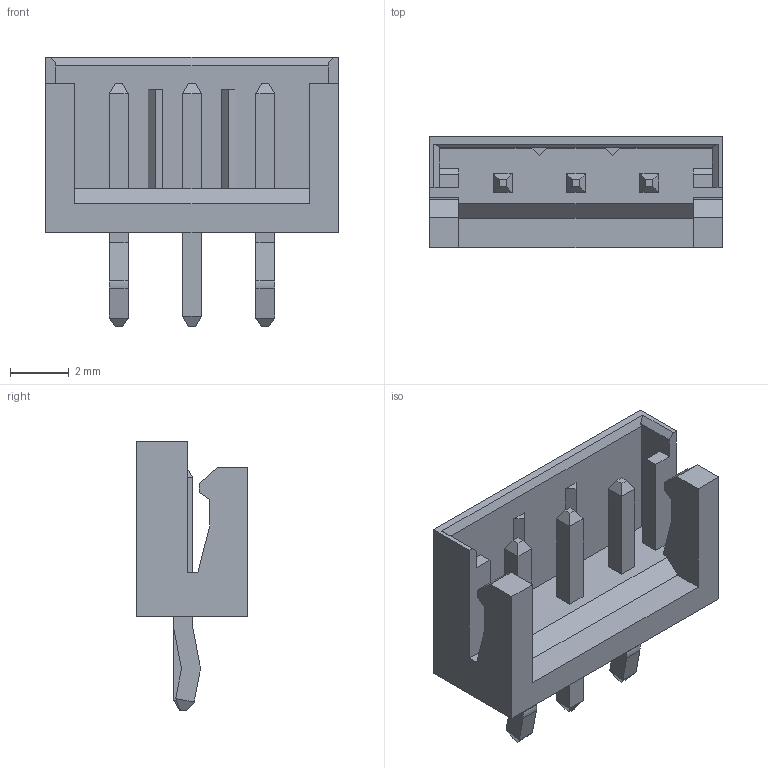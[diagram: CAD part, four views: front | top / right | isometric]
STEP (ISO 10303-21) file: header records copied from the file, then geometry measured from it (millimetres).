
FILE_DESCRIPTION(/* description */ ('Unknown'),/* implementation_level */ '2;1');
FILE_NAME(/* name */ 'J_Wurth_WR-WTB_68800311622',/* time_stamp */ '2025-05-22T15:19:22+08:00',/* author */ ('Unknown'),/* organization */ ('Unknown'),/* preprocessor_version */ 'ST-DEVELOPER v19.4',/* originating_system */ 'Solid Edge',/* authorisation */ 'Unknown');
FILE_SCHEMA (('AUTOMOTIVE_DESIGN {1 0 10303 214 3 1 1}'));
Length unit declared in the file: millimetre
Products named in the file (2): J_Wurth_WR-WTB_68800311622
Assembly tree (1 placements, depth 2):
  J_Wurth_WR-WTB_68800311622
    J_Wurth_WR-WTB_68800311622
Bounding box: 10 x 3.8 x 9.21 mm (x, y, z)
Volume: 95.1 mm3; surface area: 329.2 mm2
Topology: 1 solids, 4 shells, 145 faces, 369 edges, 238 vertices
Faces by surface type: plane 137, cylinder 8
Entity records: 5319 total; most frequent: CARTESIAN_POINT 754, ORIENTED_EDGE 738, DIRECTION 679, EDGE_CURVE 369, LINE 353, VECTOR 353, VERTEX_POINT 238, AXIS2_PLACEMENT_3D 163
